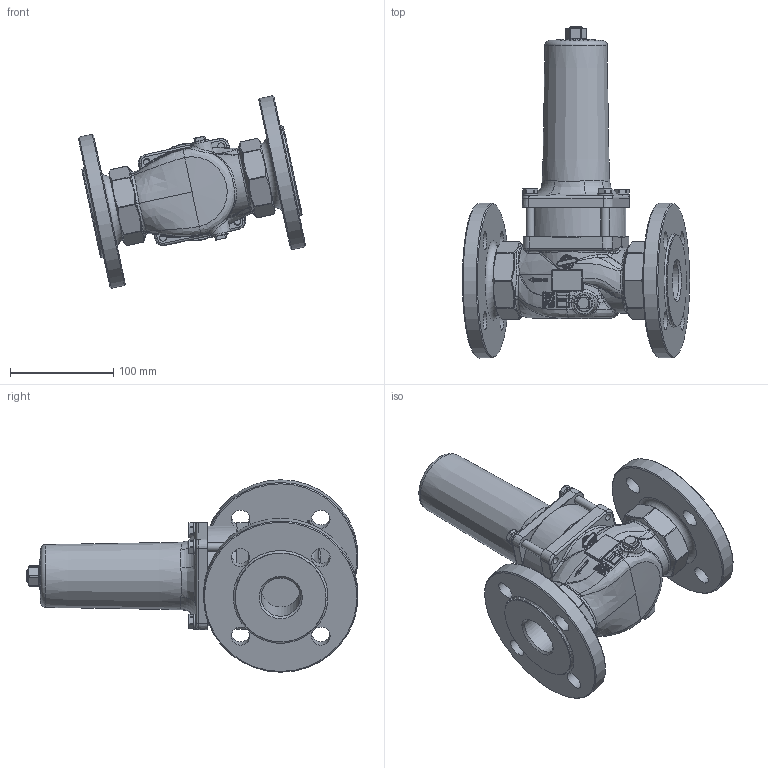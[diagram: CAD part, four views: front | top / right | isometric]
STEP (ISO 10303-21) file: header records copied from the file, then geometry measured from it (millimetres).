
FILE_DESCRIPTION(/* description */ (''),/* implementation_level */ '2;1');
FILE_NAME(/* name */ '082506.stp',/* time_stamp */ '2014-09-11T16:57:37+02:00',/* author */ ('powierski'),/* organization */ (''),/* preprocessor_version */ 'ST-DEVELOPER v15.2',/* originating_system */ 'Autodesk Inventor 2014',/* authorisation */ '');
FILE_SCHEMA (('AUTOMOTIVE_DESIGN { 1 0 10303 214 3 1 1 }'));
Products named in the file (1): 082506_Shrinkwrap_1
Bounding box: 220.6 x 322.07 x 186.74 mm (x, y, z)
Volume: 2045211.9 mm3; surface area: 195126.9 mm2
Topology: 1 solids, 1 shells, 1326 faces, 3248 edges, 1891 vertices
Faces by surface type: bspline 637, cylinder 257, plane 249, cone 93, torus 46, sphere 44
Full cylindrical faces by diameter (mm): 6.647 x4, 8 x4, 8.5 x4, 10 x3, 12 x1, 16.5 x2, 18 x8, 20 x1, 38 x2, 88 x2, 95 x1, 150 x2
Entity records: 67626 total; most frequent: CARTESIAN_POINT 40614, ORIENTED_EDGE 6172, DIRECTION 3894, EDGE_CURVE 3086, VERTEX_POINT 1848, AXIS2_PLACEMENT_3D 1659, EDGE_LOOP 1434, B_SPLINE_CURVE_WITH_KNOTS 1417
